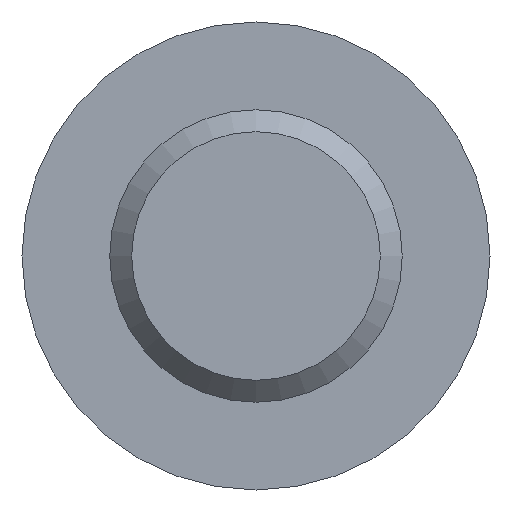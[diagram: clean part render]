
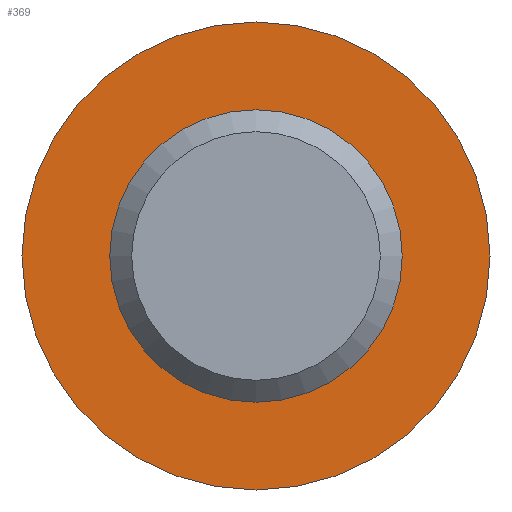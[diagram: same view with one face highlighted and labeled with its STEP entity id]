
A CAD part, front view. The second image highlights one B-rep face of the part: STEP entity #369.
In plain terms, the highlighted planar face has unit normal (0, -1, 0).
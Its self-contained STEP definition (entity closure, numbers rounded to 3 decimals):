
#21 = CARTESIAN_POINT ( 'NONE',  ( 0., 16., 0. ) ) ;
#58 = VERTEX_POINT ( 'NONE', #229 ) ;
#67 = CIRCLE ( 'NONE', #459, 8. ) ;
#108 = DIRECTION ( 'NONE',  ( 0., 1., 0. ) ) ;
#113 = EDGE_CURVE ( 'NONE', #481, #481, #67, .T. ) ;
#147 = DIRECTION ( 'NONE',  ( 0., 0., 1. ) ) ;
#150 = DIRECTION ( 'NONE',  ( 0., 0., -1. ) ) ;
#166 = DIRECTION ( 'NONE',  ( 0., 0., -1. ) ) ;
#189 = PLANE ( 'NONE',  #295 ) ;
#229 = CARTESIAN_POINT ( 'NONE',  ( 0., 16., -5. ) ) ;
#238 = EDGE_CURVE ( 'NONE', #58, #58, #282, .T. ) ;
#262 = CARTESIAN_POINT ( 'NONE',  ( 0., 16., 0. ) ) ;
#282 = CIRCLE ( 'NONE', #338, 5. ) ;
#291 = EDGE_LOOP ( 'NONE', ( #377 ) ) ;
#295 = AXIS2_PLACEMENT_3D ( 'NONE', #363, #108, #147 ) ;
#309 = FACE_OUTER_BOUND ( 'NONE', #291, .T. ) ;
#314 = DIRECTION ( 'NONE',  ( 0., -1., 0. ) ) ;
#317 = EDGE_LOOP ( 'NONE', ( #420 ) ) ;
#338 = AXIS2_PLACEMENT_3D ( 'NONE', #262, #468, #166 ) ;
#363 = CARTESIAN_POINT ( 'NONE',  ( -5., 16., 0. ) ) ;
#369 = ADVANCED_FACE ( 'NONE', ( #442, #309 ), #189, .F. ) ;
#377 = ORIENTED_EDGE ( 'NONE', *, *, #113, .T. ) ;
#420 = ORIENTED_EDGE ( 'NONE', *, *, #238, .F. ) ;
#431 = CARTESIAN_POINT ( 'NONE',  ( 0., 16., -8. ) ) ;
#442 = FACE_BOUND ( 'NONE', #317, .T. ) ;
#459 = AXIS2_PLACEMENT_3D ( 'NONE', #21, #314, #150 ) ;
#468 = DIRECTION ( 'NONE',  ( 0., -1., 0. ) ) ;
#481 = VERTEX_POINT ( 'NONE', #431 ) ;
